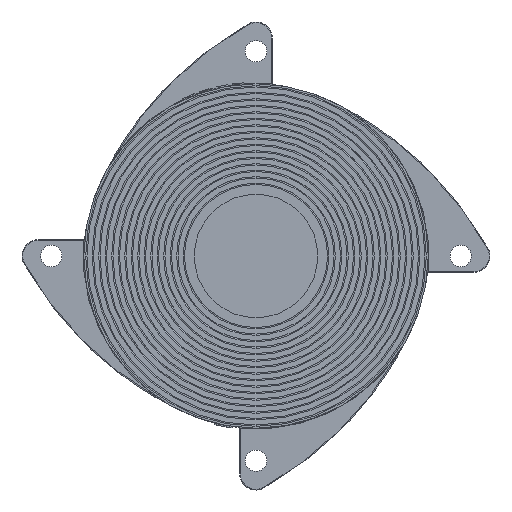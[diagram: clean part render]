
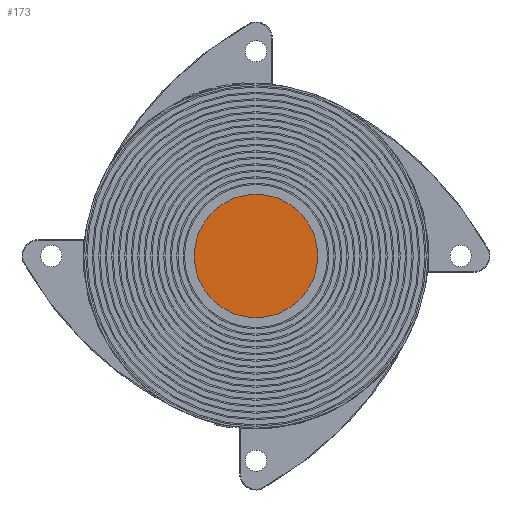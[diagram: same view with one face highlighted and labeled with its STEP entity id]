
A CAD part, front view. The second image highlights one B-rep face of the part: STEP entity #173.
In plain terms, the highlighted planar face has unit normal (0, -1, 0).
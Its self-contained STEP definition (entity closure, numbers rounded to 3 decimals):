
#173 = ADVANCED_FACE ( 'NONE', ( #11936 ), #11929, .F. ) ;
#488 = EDGE_CURVE ( 'NONE', #2864, #2863, #1415, .T. ) ;
#507 = EDGE_CURVE ( 'NONE', #2863, #2864, #1370, .T. ) ;
#1367 = AXIS2_PLACEMENT_3D ( 'NONE', #8071, #8069, #8067 ) ;
#1370 = CIRCLE ( 'NONE', #1367, 9.5 ) ;
#1405 = AXIS2_PLACEMENT_3D ( 'NONE', #7222, #7211, #7210 ) ;
#1415 = CIRCLE ( 'NONE', #1405, 9.5 ) ;
#1863 = AXIS2_PLACEMENT_3D ( 'NONE', #11934, #11927, #11926 ) ;
#2863 = VERTEX_POINT ( 'NONE', #3318 ) ;
#2864 = VERTEX_POINT ( 'NONE', #3317 ) ;
#3069 = EDGE_LOOP ( 'NONE', ( #4403, #4404 ) ) ;
#3317 = CARTESIAN_POINT ( 'NONE',  ( 0., 1., 9.5 ) ) ;
#3318 = CARTESIAN_POINT ( 'NONE',  ( 0., 1., -9.5 ) ) ;
#4403 = ORIENTED_EDGE ( 'NONE', *, *, #507, .T. ) ;
#4404 = ORIENTED_EDGE ( 'NONE', *, *, #488, .T. ) ;
#7210 = DIRECTION ( 'NONE',  ( 0., 0., -1. ) ) ;
#7211 = DIRECTION ( 'NONE',  ( 0., -1., 0. ) ) ;
#7222 = CARTESIAN_POINT ( 'NONE',  ( 0., 1., 0. ) ) ;
#8067 = DIRECTION ( 'NONE',  ( 0., 0., -1. ) ) ;
#8069 = DIRECTION ( 'NONE',  ( 0., -1., 0. ) ) ;
#8071 = CARTESIAN_POINT ( 'NONE',  ( 0., 1., 0. ) ) ;
#11926 = DIRECTION ( 'NONE',  ( 0., 0., 1. ) ) ;
#11927 = DIRECTION ( 'NONE',  ( 0., 1., 0. ) ) ;
#11929 = PLANE ( 'NONE',  #1863 ) ;
#11934 = CARTESIAN_POINT ( 'NONE',  ( 0., 1., 0. ) ) ;
#11936 = FACE_OUTER_BOUND ( 'NONE', #3069, .T. ) ;
